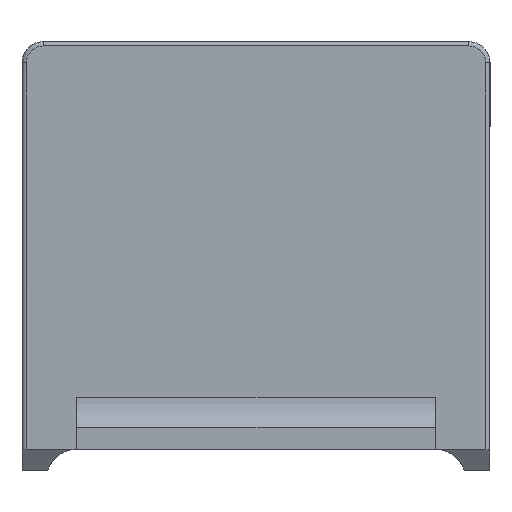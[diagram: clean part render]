
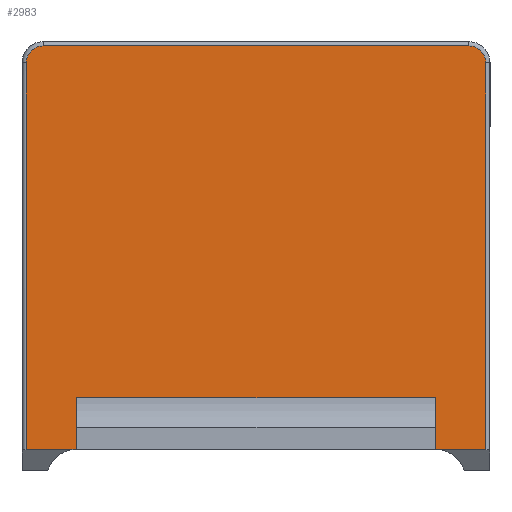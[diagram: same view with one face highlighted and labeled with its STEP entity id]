
A CAD part, left-side view. The second image highlights one B-rep face of the part: STEP entity #2983.
In plain terms, the highlighted planar face has unit normal (-1, 0, 0).
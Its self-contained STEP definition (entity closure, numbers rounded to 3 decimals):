
#2309=AXIS2_PLACEMENT_3D('Circle Axis2P3D',#2307,#2308,$) ;
#2893=AXIS2_PLACEMENT_3D('Circle Axis2P3D',#2891,#2892,$) ;
#2906=AXIS2_PLACEMENT_3D('Plane Axis2P3D',#2903,#2904,#2905) ;
#2919=AXIS2_PLACEMENT_3D('Circle Axis2P3D',#2917,#2918,$) ;
#2947=AXIS2_PLACEMENT_3D('Circle Axis2P3D',#2945,#2946,$) ;
#767=CARTESIAN_POINT('Vertex',(1.05,1.,19.95)) ;
#774=CARTESIAN_POINT('Vertex',(1.05,21.,19.95)) ;
#777=CARTESIAN_POINT('Line Origine',(1.05,11.,19.95)) ;
#2304=CARTESIAN_POINT('Vertex',(1.05,0.2,19.15)) ;
#2307=CARTESIAN_POINT('Axis2P3D Location',(1.05,1.,19.15)) ;
#2888=CARTESIAN_POINT('Vertex',(1.05,21.8,19.15)) ;
#2891=CARTESIAN_POINT('Axis2P3D Location',(1.05,21.,19.15)) ;
#2903=CARTESIAN_POINT('Axis2P3D Location',(1.05,11.,0.)) ;
#2908=CARTESIAN_POINT('Line Origine',(1.05,20.73,0.975)) ;
#2912=CARTESIAN_POINT('Vertex',(1.05,19.66,0.975)) ;
#2914=CARTESIAN_POINT('Vertex',(1.05,21.8,0.975)) ;
#2917=CARTESIAN_POINT('Axis2P3D Location',(1.05,19.386,-0.5)) ;
#2921=CARTESIAN_POINT('Vertex',(1.05,19.425,1.)) ;
#2924=CARTESIAN_POINT('Line Origine',(1.05,19.425,2.2)) ;
#2928=CARTESIAN_POINT('Vertex',(1.05,19.425,3.4)) ;
#2931=CARTESIAN_POINT('Line Origine',(1.05,11.,3.4)) ;
#2935=CARTESIAN_POINT('Vertex',(1.05,2.575,3.4)) ;
#2938=CARTESIAN_POINT('Line Origine',(1.05,2.575,2.2)) ;
#2942=CARTESIAN_POINT('Vertex',(1.05,2.575,0.999)) ;
#2945=CARTESIAN_POINT('Axis2P3D Location',(1.05,2.614,-0.5)) ;
#2949=CARTESIAN_POINT('Vertex',(1.05,2.34,0.975)) ;
#2952=CARTESIAN_POINT('Line Origine',(1.05,1.27,0.975)) ;
#2956=CARTESIAN_POINT('Vertex',(1.05,0.2,0.975)) ;
#2959=CARTESIAN_POINT('Line Origine',(1.05,0.2,10.062)) ;
#2964=CARTESIAN_POINT('Line Origine',(1.05,21.8,10.062)) ;
#778=DIRECTION('Vector Direction',(0.,-1.,0.)) ;
#2308=DIRECTION('Axis2P3D Direction',(-1.,0.,0.)) ;
#2892=DIRECTION('Axis2P3D Direction',(-1.,0.,0.)) ;
#2904=DIRECTION('Axis2P3D Direction',(-1.,0.,0.)) ;
#2905=DIRECTION('Axis2P3D XDirection',(0.,-1.,0.)) ;
#2909=DIRECTION('Vector Direction',(0.,1.,0.)) ;
#2918=DIRECTION('Axis2P3D Direction',(-1.,0.,0.)) ;
#2925=DIRECTION('Vector Direction',(0.,0.,-1.)) ;
#2932=DIRECTION('Vector Direction',(0.,-1.,0.)) ;
#2939=DIRECTION('Vector Direction',(0.,0.,-1.)) ;
#2946=DIRECTION('Axis2P3D Direction',(-1.,0.,0.)) ;
#2953=DIRECTION('Vector Direction',(0.,1.,0.)) ;
#2960=DIRECTION('Vector Direction',(0.,0.,1.)) ;
#2965=DIRECTION('Vector Direction',(0.,0.,1.)) ;
#779=VECTOR('Line Direction',#778,1.) ;
#2910=VECTOR('Line Direction',#2909,1.) ;
#2926=VECTOR('Line Direction',#2925,1.) ;
#2933=VECTOR('Line Direction',#2932,1.) ;
#2940=VECTOR('Line Direction',#2939,1.) ;
#2954=VECTOR('Line Direction',#2953,1.) ;
#2961=VECTOR('Line Direction',#2960,1.) ;
#2966=VECTOR('Line Direction',#2965,1.) ;
#2970=ORIENTED_EDGE('',*,*,#2916,.F.) ;
#2971=ORIENTED_EDGE('',*,*,#2923,.T.) ;
#2972=ORIENTED_EDGE('',*,*,#2930,.T.) ;
#2973=ORIENTED_EDGE('',*,*,#2937,.T.) ;
#2974=ORIENTED_EDGE('',*,*,#2944,.F.) ;
#2975=ORIENTED_EDGE('',*,*,#2951,.T.) ;
#2976=ORIENTED_EDGE('',*,*,#2958,.F.) ;
#2977=ORIENTED_EDGE('',*,*,#2963,.T.) ;
#2978=ORIENTED_EDGE('',*,*,#2311,.T.) ;
#2979=ORIENTED_EDGE('',*,*,#781,.T.) ;
#2980=ORIENTED_EDGE('',*,*,#2895,.T.) ;
#2981=ORIENTED_EDGE('',*,*,#2968,.T.) ;
#2983=ADVANCED_FACE('KLTR',(#2982),#2907,.T.) ;
#2310=CIRCLE('generated circle',#2309,0.8) ;
#2894=CIRCLE('generated circle',#2893,0.8) ;
#2920=CIRCLE('generated circle',#2919,1.5) ;
#2948=CIRCLE('generated circle',#2947,1.5) ;
#781=EDGE_CURVE('',#768,#775,#780,.F.) ;
#2311=EDGE_CURVE('',#2305,#768,#2310,.T.) ;
#2895=EDGE_CURVE('',#775,#2889,#2894,.T.) ;
#2916=EDGE_CURVE('',#2913,#2915,#2911,.T.) ;
#2923=EDGE_CURVE('',#2913,#2922,#2920,.F.) ;
#2930=EDGE_CURVE('',#2922,#2929,#2927,.F.) ;
#2937=EDGE_CURVE('',#2929,#2936,#2934,.T.) ;
#2944=EDGE_CURVE('',#2943,#2936,#2941,.F.) ;
#2951=EDGE_CURVE('',#2943,#2950,#2948,.F.) ;
#2958=EDGE_CURVE('',#2957,#2950,#2955,.T.) ;
#2963=EDGE_CURVE('',#2957,#2305,#2962,.T.) ;
#2968=EDGE_CURVE('',#2889,#2915,#2967,.F.) ;
#2969=EDGE_LOOP('',(#2970,#2971,#2972,#2973,#2974,#2975,#2976,#2977,#2978,#2979,#2980,#2981)) ;
#2982=FACE_OUTER_BOUND('',#2969,.T.) ;
#780=LINE('Line',#777,#779) ;
#2911=LINE('Line',#2908,#2910) ;
#2927=LINE('Line',#2924,#2926) ;
#2934=LINE('Line',#2931,#2933) ;
#2941=LINE('Line',#2938,#2940) ;
#2955=LINE('Line',#2952,#2954) ;
#2962=LINE('Line',#2959,#2961) ;
#2967=LINE('Line',#2964,#2966) ;
#2907=PLANE('',#2906) ;
#768=VERTEX_POINT('',#767) ;
#775=VERTEX_POINT('',#774) ;
#2305=VERTEX_POINT('',#2304) ;
#2889=VERTEX_POINT('',#2888) ;
#2913=VERTEX_POINT('',#2912) ;
#2915=VERTEX_POINT('',#2914) ;
#2922=VERTEX_POINT('',#2921) ;
#2929=VERTEX_POINT('',#2928) ;
#2936=VERTEX_POINT('',#2935) ;
#2943=VERTEX_POINT('',#2942) ;
#2950=VERTEX_POINT('',#2949) ;
#2957=VERTEX_POINT('',#2956) ;
